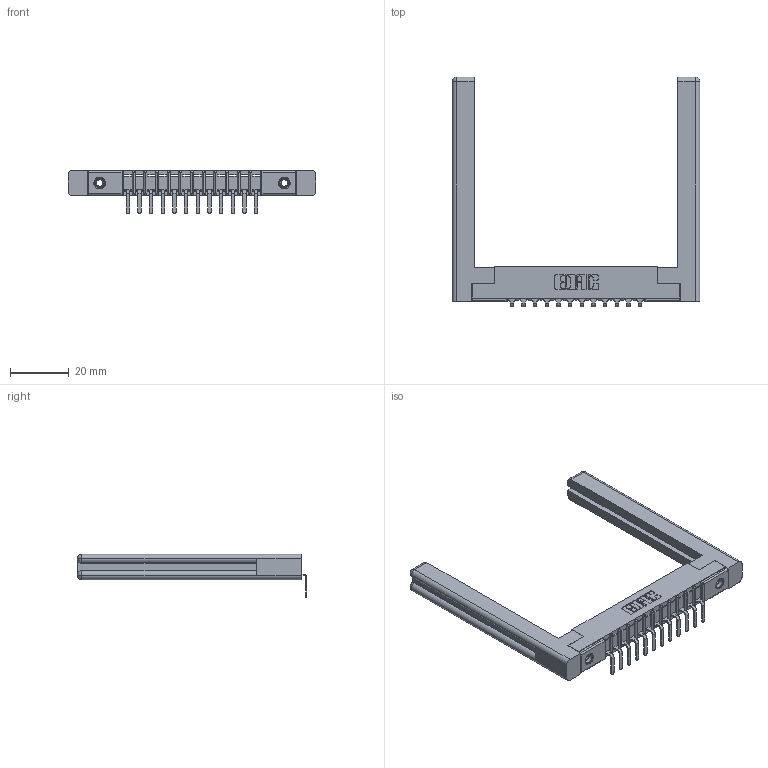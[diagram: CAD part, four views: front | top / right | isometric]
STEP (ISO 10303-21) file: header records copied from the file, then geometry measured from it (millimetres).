
FILE_DESCRIPTION (( 'STEP AP203' ), '1' );
FILE_NAME ('357-012-559-158.STEP', '2022-07-12T23:36:38', ( '' ), ( '' ), 'SwSTEP 2.0', 'SolidWorks 2020', '' );
FILE_SCHEMA (( 'CONFIG_CONTROL_DESIGN' ));
Length unit declared in the file: inch
Products named in the file (5): 307-220-058; 357-012-559-158; 307-290-001_558 559 - 1 (Single); 307 Part_.156 Dia Mounting Holes; 345-250-001_345-250-001-102
Assembly tree (17 placements, depth 2):
  357-012-559-158
    307 Part_.156 Dia Mounting Holes
    307-290-001_558 559 - 1 (Single)  x12
    307-220-058  x2
    345-250-001_345-250-001-102  x2
Bounding box: 84.18 x 78.02 x 14.81 mm (x, y, z)
Volume: 13063.6 mm3; surface area: 13279 mm2
Topology: 17 solids, 17 shells, 993 faces, 2765 edges, 1778 vertices
Faces by surface type: plane 622, cylinder 321, sphere 26, torus 12, cone 12
Entity records: 16723 total; most frequent: CARTESIAN_POINT 2815, ORIENTED_EDGE 2740, DIRECTION 2716, EDGE_CURVE 1370, LINE 1034, VECTOR 1034, VERTEX_POINT 886, AXIS2_PLACEMENT_3D 841
